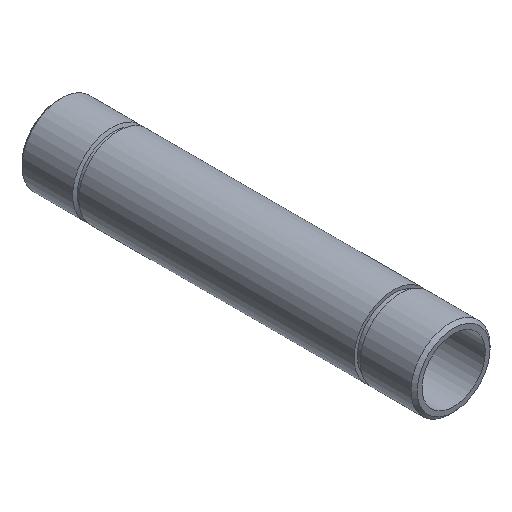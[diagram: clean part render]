
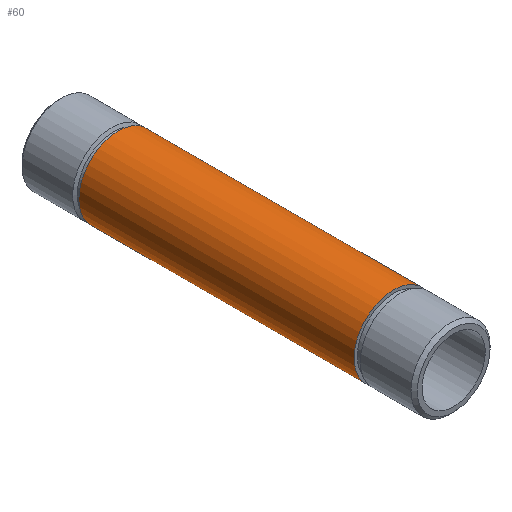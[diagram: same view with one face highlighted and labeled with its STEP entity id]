
A CAD part, isometric view. The second image highlights one B-rep face of the part: STEP entity #60.
In plain terms, the highlighted cylindrical face has radius 5 mm (diameter 10 mm), a full revolution.
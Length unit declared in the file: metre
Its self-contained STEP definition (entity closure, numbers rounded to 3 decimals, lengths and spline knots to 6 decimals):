
#60 = ADVANCED_FACE( 'NONE', ( #127, #128 ), #129, .T. );
#127 = FACE_OUTER_BOUND( '', #190, .T. );
#128 = FACE_OUTER_BOUND( '', #191, .T. );
#129 = CYLINDRICAL_SURFACE( '', #192, 0.005 );
#190 = EDGE_LOOP( '', ( #269 ) );
#191 = EDGE_LOOP( '', ( #270 ) );
#192 = AXIS2_PLACEMENT_3D( '', #271, #272, #273 );
#269 = ORIENTED_EDGE( '', *, *, #308, .F. );
#270 = ORIENTED_EDGE( '', *, *, #311, .T. );
#271 = CARTESIAN_POINT( '', ( 0., 0., 0. ) );
#272 = DIRECTION( '', ( 0., 1., 0. ) );
#273 = DIRECTION( '', ( 0., 0., -1. ) );
#308 = EDGE_CURVE( 'NONE', #348, #348, #349, .T. );
#311 = EDGE_CURVE( 'NONE', #352, #352, #353, .T. );
#348 = VERTEX_POINT( '', #390 );
#349 = CIRCLE( '', #391, 0.005 );
#352 = VERTEX_POINT( '', #394 );
#353 = CIRCLE( '', #395, 0.005 );
#390 = CARTESIAN_POINT( '', ( 0., 0.007587, -0.005 ) );
#391 = AXIS2_PLACEMENT_3D( '', #434, #435, #436 );
#394 = CARTESIAN_POINT( '', ( 0., 0.042413, -0.005 ) );
#395 = AXIS2_PLACEMENT_3D( '', #437, #438, #439 );
#434 = CARTESIAN_POINT( '', ( 0., 0.007587, 0. ) );
#435 = DIRECTION( '', ( 0., -1., 0. ) );
#436 = DIRECTION( '', ( 0., 0., -1. ) );
#437 = CARTESIAN_POINT( '', ( 0., 0.042413, 0. ) );
#438 = DIRECTION( '', ( 0., -1., 0. ) );
#439 = DIRECTION( '', ( 0., 0., -1. ) );
